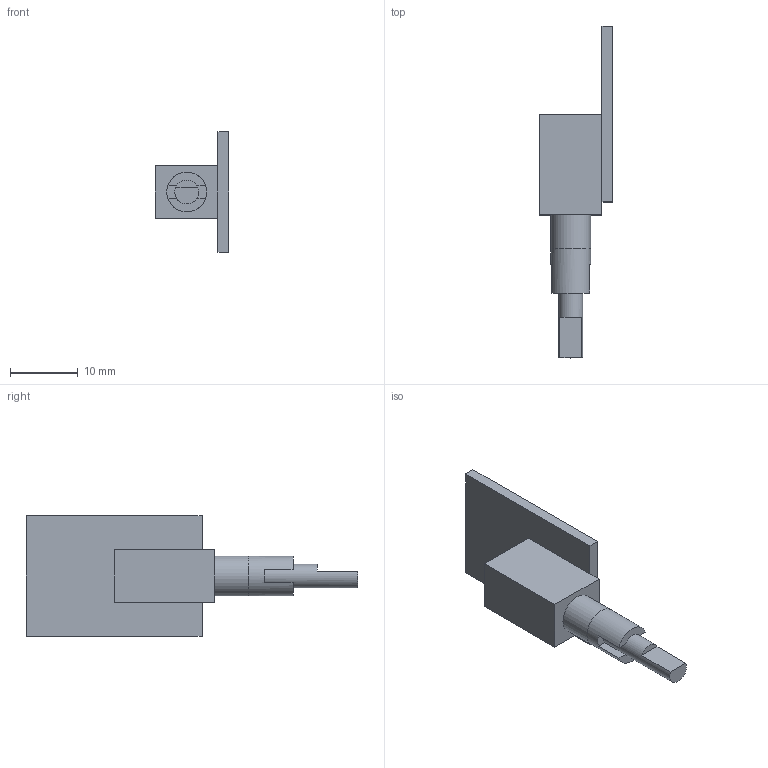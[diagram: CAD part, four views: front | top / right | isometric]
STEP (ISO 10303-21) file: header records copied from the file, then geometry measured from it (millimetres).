
FILE_DESCRIPTION(/* description */ (''),/* implementation_level */ '2;1');
FILE_NAME(/* name */ 'PropWashSim Dual Encoder (6mm screw, 6.5 loose) v4.step',/* time_stamp */ '2023-04-03T22:03:27-06:00',/* author */ (''),/* organization */ (''),/* preprocessor_version */ 'ST-DEVELOPER v19.2',/* originating_system */ 'Autodesk Translation Framework v11.17.0.187',/* authorisation */ '');
FILE_SCHEMA (('AUTOMOTIVE_DESIGN { 1 0 10303 214 3 1 1 }'));
Length unit declared in the file: millimetre
Products named in the file (1): PropWashSim Dual Encoder (6mm screw, 6.5 loose)
Bounding box: 10.75 x 48.85 x 17.8 mm (x, y, z)
Volume: 2126.3 mm3; surface area: 2085.4 mm2
Topology: 3 solids, 3 shells, 28 faces, 63 edges, 42 vertices
Faces by surface type: plane 25, cylinder 3
Full cylindrical faces by diameter (mm): 3.5 x1, 5.85 x2
Entity records: 843 total; most frequent: DIRECTION 137, CARTESIAN_POINT 134, ORIENTED_EDGE 126, EDGE_CURVE 63, LINE 47, VECTOR 47, AXIS2_PLACEMENT_3D 45, VERTEX_POINT 42
